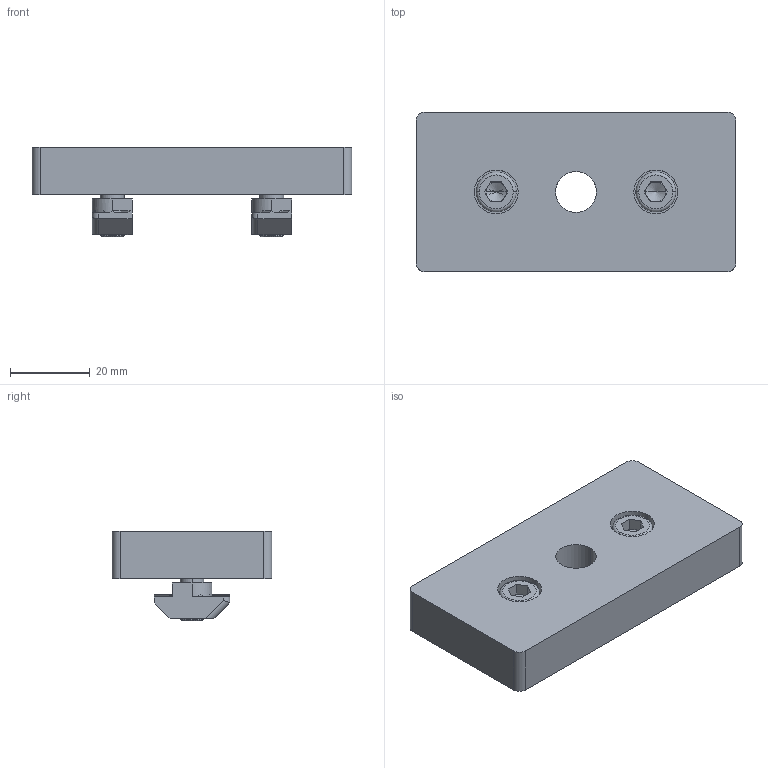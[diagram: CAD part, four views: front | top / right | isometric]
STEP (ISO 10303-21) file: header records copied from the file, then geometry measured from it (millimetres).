
FILE_DESCRIPTION (( 'STEP AP203' ), '1' );
FILE_NAME ('5.35.40.ST.STEP', '2014-11-05T02:09:41', ( 'USER' ), ( 'Microsoft' ), 'SwSTEP 2.0', 'SolidWorks 2012', '' );
FILE_SCHEMA (( 'CONFIG_CONTROL_DESIGN' ));
Length unit declared in the file: millimetre
Products named in the file (1): 5.35.40.ST
Bounding box: 80 x 40 x 22.5 mm (x, y, z)
Surface area: 11822.1 mm2 (no closed solid volume)
Topology: 0 solids, 7 shells, 102 faces, 352 edges, 242 vertices
Faces by surface type: plane 58, cylinder 28, cone 12, torus 4
Entity records: 3801 total; most frequent: CARTESIAN_POINT 805, DIRECTION 608, ORIENTED_EDGE 544, EDGE_CURVE 348, VERTEX_POINT 242, LINE 222, VECTOR 222, AXIS2_PLACEMENT_3D 193
